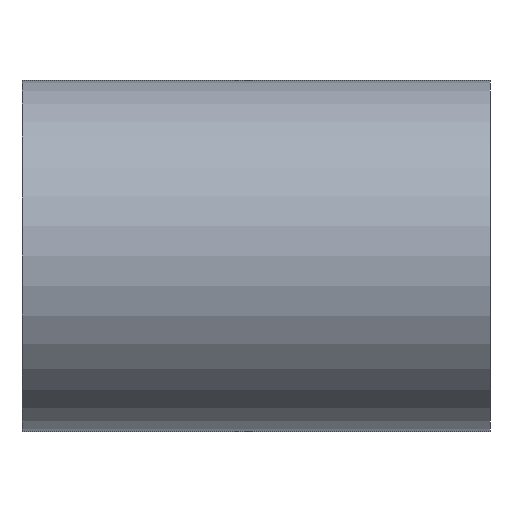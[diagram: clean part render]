
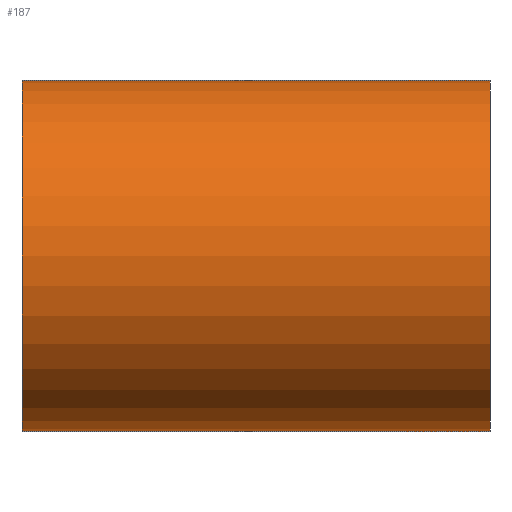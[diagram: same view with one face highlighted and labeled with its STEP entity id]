
A CAD part, left-side view. The second image highlights one B-rep face of the part: STEP entity #187.
In plain terms, the highlighted cylindrical face has radius 7.5 mm (diameter 15 mm), a partial arc.
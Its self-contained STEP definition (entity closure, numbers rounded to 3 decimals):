
#1 = EDGE_CURVE ( 'NONE', #64, #63, #21, .T. ) ;
#14 = CARTESIAN_POINT ( 'NONE',  ( 0., -10., 7.5 ) ) ;
#15 = DIRECTION ( 'NONE',  ( 0., -1., 0. ) ) ;
#16 = VECTOR ( 'NONE', #15, 1000. ) ;
#17 = CARTESIAN_POINT ( 'NONE',  ( 0., 10., 7.5 ) ) ;
#18 = DIRECTION ( 'NONE',  ( 0., 0., 1. ) ) ;
#19 = DIRECTION ( 'NONE',  ( 0., 1., 0. ) ) ;
#20 = AXIS2_PLACEMENT_3D ( 'NONE', #23, #19, #18 ) ;
#21 = CIRCLE ( 'NONE', #20, 7.5 ) ;
#22 = LINE ( 'NONE', #17, #16 ) ;
#23 = CARTESIAN_POINT ( 'NONE',  ( 0., 10., 0. ) ) ;
#36 = EDGE_CURVE ( 'NONE', #63, #37, #22, .T. ) ;
#37 = VERTEX_POINT ( 'NONE', #14 ) ;
#40 = VERTEX_POINT ( 'NONE', #274 ) ;
#42 = EDGE_CURVE ( 'NONE', #64, #40, #395, .T. ) ;
#63 = VERTEX_POINT ( 'NONE', #440 ) ;
#64 = VERTEX_POINT ( 'NONE', #439 ) ;
#187 = ADVANCED_FACE ( 'NONE', ( #611 ), #641, .T. ) ;
#188 = EDGE_LOOP ( 'NONE', ( #214, #215, #201, #193 ) ) ;
#193 = ORIENTED_EDGE ( 'NONE', *, *, #227, .T. ) ;
#201 = ORIENTED_EDGE ( 'NONE', *, *, #42, .T. ) ;
#214 = ORIENTED_EDGE ( 'NONE', *, *, #36, .F. ) ;
#215 = ORIENTED_EDGE ( 'NONE', *, *, #1, .F. ) ;
#227 = EDGE_CURVE ( 'NONE', #40, #37, #493, .T. ) ;
#274 = CARTESIAN_POINT ( 'NONE',  ( 0., -10., -7.5 ) ) ;
#395 = LINE ( 'NONE', #489, #488 ) ;
#439 = CARTESIAN_POINT ( 'NONE',  ( 0., 10., -7.5 ) ) ;
#440 = CARTESIAN_POINT ( 'NONE',  ( 0., 10., 7.5 ) ) ;
#487 = DIRECTION ( 'NONE',  ( 0., -1., 0. ) ) ;
#488 = VECTOR ( 'NONE', #487, 1000. ) ;
#489 = CARTESIAN_POINT ( 'NONE',  ( 0., 10., -7.5 ) ) ;
#493 = CIRCLE ( 'NONE', #629, 7.5 ) ;
#513 = DIRECTION ( 'NONE',  ( 0., 0., -1. ) ) ;
#514 = DIRECTION ( 'NONE',  ( 0., -1., 0. ) ) ;
#515 = CARTESIAN_POINT ( 'NONE',  ( 0., 10., 0. ) ) ;
#611 = FACE_OUTER_BOUND ( 'NONE', #188, .T. ) ;
#626 = DIRECTION ( 'NONE',  ( 0., 0., 1. ) ) ;
#627 = DIRECTION ( 'NONE',  ( 0., 1., 0. ) ) ;
#628 = CARTESIAN_POINT ( 'NONE',  ( 0., -10., 0. ) ) ;
#629 = AXIS2_PLACEMENT_3D ( 'NONE', #628, #627, #626 ) ;
#640 = AXIS2_PLACEMENT_3D ( 'NONE', #515, #514, #513 ) ;
#641 = CYLINDRICAL_SURFACE ( 'NONE', #640, 7.5 ) ;
